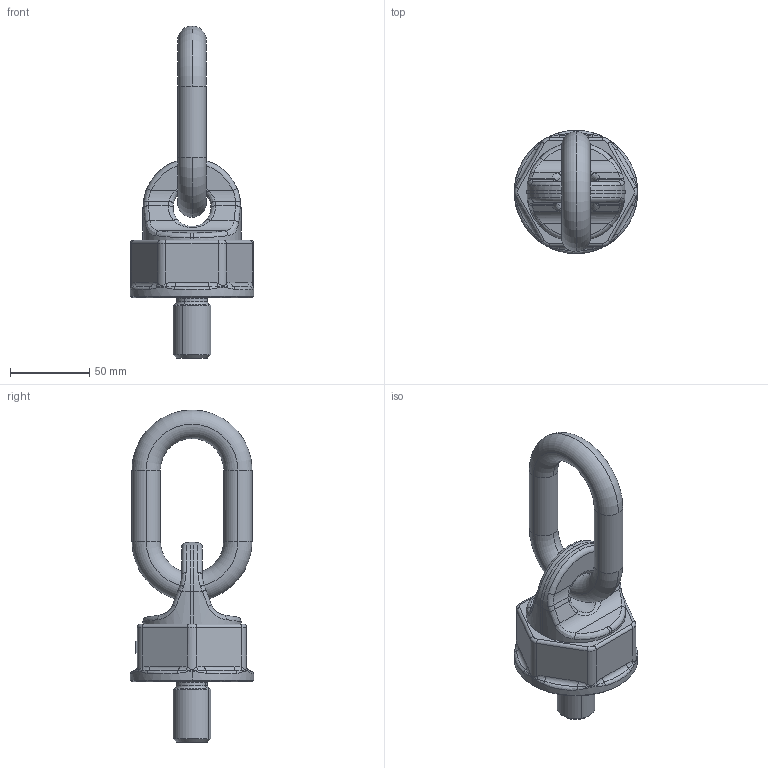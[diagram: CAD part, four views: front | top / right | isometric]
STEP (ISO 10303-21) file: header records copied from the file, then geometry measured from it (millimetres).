
FILE_DESCRIPTION(('CATIA V5 STEP Exchange'),'2;1');
FILE_NAME('8-272-035.stp','2017-06-16T07:40:05+00:00',('none'),('none'),'CATIA Version 5 Release 21 GA (IN-10)','CATIA V5 STEP AP203','none');
FILE_SCHEMA(('CONFIG_CONTROL_DESIGN'));
Length unit declared in the file: millimetre
Products named in the file (1): 8-272-035
Bounding box: 78 x 78 x 210 mm (x, y, z)
Volume: 291288.5 mm3; surface area: 41850.2 mm2
Topology: 1 solids, 1 shells, 300 faces, 767 edges, 470 vertices
Faces by surface type: plane 145, bspline 80, cylinder 43, torus 22, cone 6, revolution 4
Entity records: 14757 total; most frequent: CARTESIAN_POINT 8345, ORIENTED_EDGE 1534, DIRECTION 912, EDGE_CURVE 767, VERTEX_POINT 470, VECTOR 429, LINE 429, EDGE_LOOP 307
